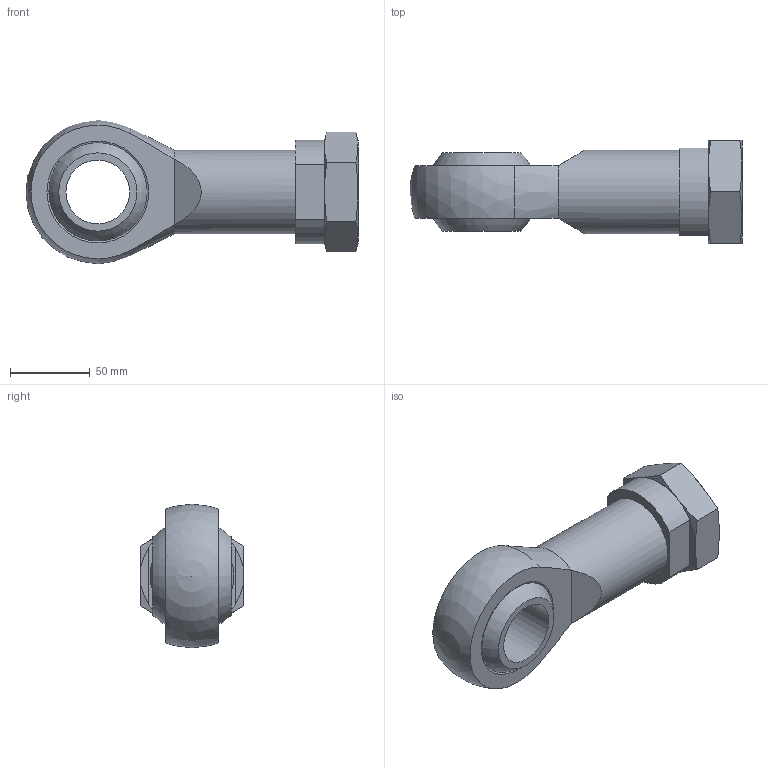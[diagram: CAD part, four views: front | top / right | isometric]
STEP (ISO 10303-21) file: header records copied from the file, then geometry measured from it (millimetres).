
FILE_DESCRIPTION(/* description */ ('STEP AP214'),/* implementation_level */ '2;1');
FILE_NAME(/* name */ '10776_SGS-M42X2',/* time_stamp */ '2024-09-15T04:21:35+02:00',/* author */ ('License CC BY-ND 4.0'),/* organization */ ('CADENAS'),/* preprocessor_version */ 'ST-DEVELOPER v19.3',/* originating_system */ 'PARTsolutions',/* authorisation */ ' ');
FILE_SCHEMA (('AUTOMOTIVE_DESIGN {1 0 10303 214 3 1 1}'));
Length unit declared in the file: millimetre
Products named in the file (3): 10776 SGS-M42x2---(0_0); 10776 SGS-M42x2---(S_0_0_0); DIN-439-B - M42x2(F)
Assembly tree (2 placements, depth 2):
  10776 SGS-M42x2---(0_0)
    10776 SGS-M42x2---(S_0_0_0)
    DIN-439-B - M42x2(F)
Bounding box: 208 x 65 x 89.99 mm (x, y, z)
Volume: 360883.8 mm3; surface area: 67061.7 mm2
Topology: 2 solids, 2 shells, 37 faces, 82 edges, 51 vertices
Faces by surface type: plane 18, cone 8, cylinder 6, sphere 3, torus 2
Full cylindrical faces by diameter (mm): 39.835 x2, 40 x1, 52.52 x1
Entity records: 1018 total; most frequent: CARTESIAN_POINT 213, DIRECTION 156, ORIENTED_EDGE 124, AXIS2_PLACEMENT_3D 70, EDGE_CURVE 62, FACE_BOUND 59, EDGE_LOOP 58, VERTEX_POINT 47
